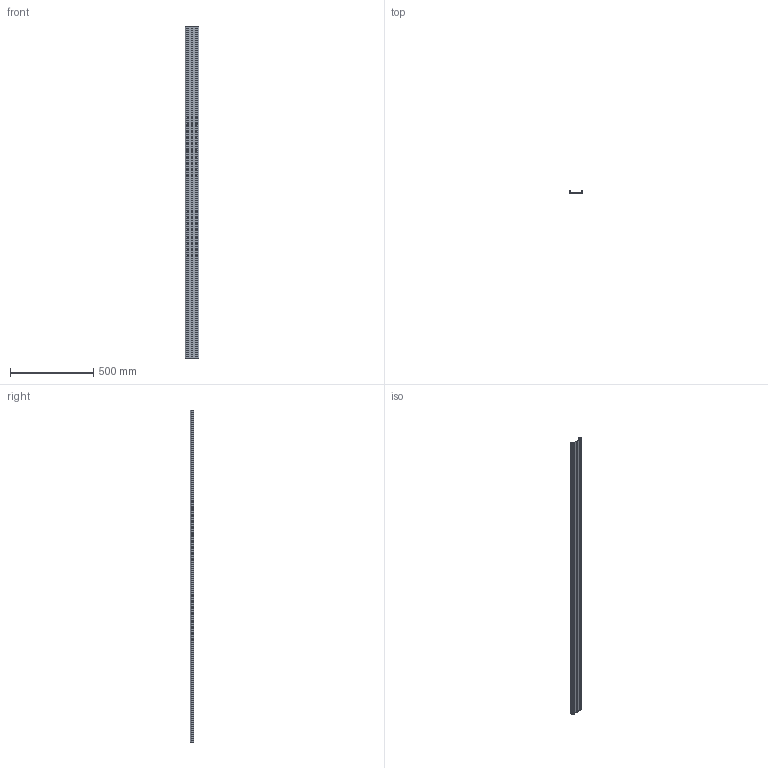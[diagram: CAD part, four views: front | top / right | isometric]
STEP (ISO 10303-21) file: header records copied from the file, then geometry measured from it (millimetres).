
FILE_DESCRIPTION (( 'STEP AP203' ), '1' );
FILE_NAME ('KART YUVASI SERISI - 72 MM PROFIL - PROFIL 2M.STEP', '2018-10-05T08:47:34', ( 'user' ), ( '' ), 'SwSTEP 2.0', 'SolidWorks 2016', '' );
FILE_SCHEMA (( 'CONFIG_CONTROL_DESIGN' ));
Length unit declared in the file: millimetre
Products named in the file (1): KART YUVASI SERISI - 72 MM PROFIL - PROFIL 2M
Bounding box: 83.8 x 20.1 x 2000 mm (x, y, z)
Volume: 560679.3 mm3; surface area: 657068.4 mm2
Topology: 1 solids, 1 shells, 105 faces, 309 edges, 206 vertices
Faces by surface type: plane 78, cylinder 27
Entity records: 3562 total; most frequent: CARTESIAN_POINT 621, ORIENTED_EDGE 618, DIRECTION 575, EDGE_CURVE 309, LINE 255, VECTOR 255, VERTEX_POINT 206, AXIS2_PLACEMENT_3D 160
